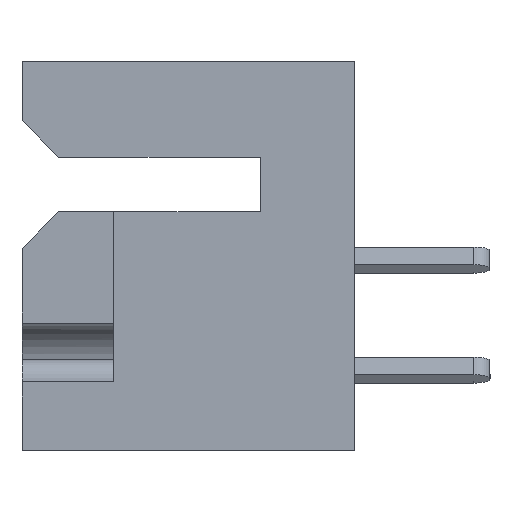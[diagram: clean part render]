
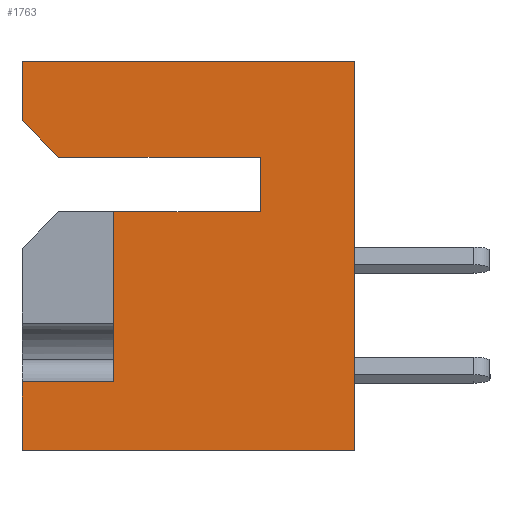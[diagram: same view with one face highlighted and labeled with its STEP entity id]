
A CAD part, left-side view. The second image highlights one B-rep face of the part: STEP entity #1763.
In plain terms, the highlighted planar face has unit normal (-1, 0, 0).
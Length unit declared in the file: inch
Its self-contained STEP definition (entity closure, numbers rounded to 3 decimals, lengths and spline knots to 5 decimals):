
#208 = CARTESIAN_POINT ( 'NONE',  ( 0., 0.453, -0.081 ) ) ;
#918 = VECTOR ( 'NONE', #4497, 39.37008 ) ;
#1089 = PLANE ( 'NONE',  #2635 ) ;
#1103 = VECTOR ( 'NONE', #8824, 39.37008 ) ;
#1109 = LINE ( 'NONE', #2603, #5782 ) ;
#1355 = VERTEX_POINT ( 'NONE', #4458 ) ;
#1504 = VECTOR ( 'NONE', #2761, 39.37008 ) ;
#1763 = ADVANCED_FACE ( 'NONE', ( #5602 ), #1089, .F. ) ;
#2180 = DIRECTION ( 'NONE',  ( 0., -0.707, -0.707 ) ) ;
#2293 = ORIENTED_EDGE ( 'NONE', *, *, #17276, .F. ) ;
#2565 = VECTOR ( 'NONE', #12676, 39.37008 ) ;
#2603 = CARTESIAN_POINT ( 'NONE',  ( 0., 0.453, 0. ) ) ;
#2624 = VECTOR ( 'NONE', #7555, 39.37008 ) ;
#2635 = AXIS2_PLACEMENT_3D ( 'NONE', #10603, #12023, #5083 ) ;
#2656 = VERTEX_POINT ( 'NONE', #14202 ) ;
#2761 = DIRECTION ( 'NONE',  ( 0., 1., 0. ) ) ;
#2806 = EDGE_CURVE ( 'NONE', #17684, #10559, #11780, .T. ) ;
#3215 = VECTOR ( 'NONE', #6790, 39.37008 ) ;
#3297 = LINE ( 'NONE', #11573, #5627 ) ;
#3334 = EDGE_CURVE ( 'NONE', #1355, #11478, #12201, .T. ) ;
#3480 = LINE ( 'NONE', #9013, #2624 ) ;
#3600 = ORIENTED_EDGE ( 'NONE', *, *, #9104, .F. ) ;
#3730 = CARTESIAN_POINT ( 'NONE',  ( 0., 0.453, -0.531 ) ) ;
#3863 = CARTESIAN_POINT ( 'NONE',  ( 0., 0.403, -0.131 ) ) ;
#3974 = ORIENTED_EDGE ( 'NONE', *, *, #4467, .F. ) ;
#4458 = CARTESIAN_POINT ( 'NONE',  ( 0., 0.128, -0.205 ) ) ;
#4467 = EDGE_CURVE ( 'NONE', #8828, #11478, #4513, .T. ) ;
#4497 = DIRECTION ( 'NONE',  ( 0., 0., 1. ) ) ;
#4513 = LINE ( 'NONE', #8297, #3215 ) ;
#5083 = DIRECTION ( 'NONE',  ( 0., 0., -1. ) ) ;
#5462 = CARTESIAN_POINT ( 'NONE',  ( 0., 0.128, -0.131 ) ) ;
#5602 = FACE_OUTER_BOUND ( 'NONE', #14805, .T. ) ;
#5627 = VECTOR ( 'NONE', #6909, 39.37008 ) ;
#5747 = LINE ( 'NONE', #15302, #2565 ) ;
#5782 = VECTOR ( 'NONE', #8212, 39.37008 ) ;
#6534 = CARTESIAN_POINT ( 'NONE',  ( 0., 0., 0. ) ) ;
#6790 = DIRECTION ( 'NONE',  ( 0., 0., 1. ) ) ;
#6909 = DIRECTION ( 'NONE',  ( 0., 0., 1. ) ) ;
#7198 = CARTESIAN_POINT ( 'NONE',  ( 0., 0.128, -0.131 ) ) ;
#7555 = DIRECTION ( 'NONE',  ( 0., 1., 0. ) ) ;
#7604 = CARTESIAN_POINT ( 'NONE',  ( 0., 0.403, -0.131 ) ) ;
#8140 = LINE ( 'NONE', #15226, #15012 ) ;
#8212 = DIRECTION ( 'NONE',  ( 0., 0., 1. ) ) ;
#8221 = DIRECTION ( 'NONE',  ( 0., 0., 1. ) ) ;
#8229 = ORIENTED_EDGE ( 'NONE', *, *, #12299, .T. ) ;
#8288 = ORIENTED_EDGE ( 'NONE', *, *, #12116, .F. ) ;
#8297 = CARTESIAN_POINT ( 'NONE',  ( 0., 0.328, -0.205 ) ) ;
#8301 = CARTESIAN_POINT ( 'NONE',  ( 0., 0.328, -0.437 ) ) ;
#8443 = LINE ( 'NONE', #5462, #10999 ) ;
#8468 = VERTEX_POINT ( 'NONE', #3730 ) ;
#8824 = DIRECTION ( 'NONE',  ( 0., -1., 0. ) ) ;
#8828 = VERTEX_POINT ( 'NONE', #8301 ) ;
#8831 = LINE ( 'NONE', #15322, #918 ) ;
#9013 = CARTESIAN_POINT ( 'NONE',  ( 0., 0.128, -0.131 ) ) ;
#9104 = EDGE_CURVE ( 'NONE', #13030, #15491, #3480, .T. ) ;
#10559 = VERTEX_POINT ( 'NONE', #6534 ) ;
#10603 = CARTESIAN_POINT ( 'NONE',  ( 0., 0.453, 0. ) ) ;
#10662 = EDGE_CURVE ( 'NONE', #1355, #13030, #8443, .T. ) ;
#10999 = VECTOR ( 'NONE', #8221, 39.37008 ) ;
#11166 = CARTESIAN_POINT ( 'NONE',  ( 0., 0.453, 0. ) ) ;
#11467 = EDGE_CURVE ( 'NONE', #2656, #10559, #8831, .T. ) ;
#11478 = VERTEX_POINT ( 'NONE', #14067 ) ;
#11522 = CARTESIAN_POINT ( 'NONE',  ( 0., 0.453, -0.437 ) ) ;
#11534 = ORIENTED_EDGE ( 'NONE', *, *, #3334, .T. ) ;
#11573 = CARTESIAN_POINT ( 'NONE',  ( 0., 0.453, 0. ) ) ;
#11680 = CARTESIAN_POINT ( 'NONE',  ( 0., 0.453, 0. ) ) ;
#11770 = VERTEX_POINT ( 'NONE', #11522 ) ;
#11780 = LINE ( 'NONE', #11680, #1103 ) ;
#12023 = DIRECTION ( 'NONE',  ( 1., 0., 0. ) ) ;
#12116 = EDGE_CURVE ( 'NONE', #8468, #11770, #1109, .T. ) ;
#12201 = LINE ( 'NONE', #12287, #1504 ) ;
#12287 = CARTESIAN_POINT ( 'NONE',  ( 0., 0.128, -0.205 ) ) ;
#12299 = EDGE_CURVE ( 'NONE', #8828, #11770, #8140, .T. ) ;
#12676 = DIRECTION ( 'NONE',  ( 0., -1., 0. ) ) ;
#13030 = VERTEX_POINT ( 'NONE', #7198 ) ;
#13050 = EDGE_CURVE ( 'NONE', #8468, #2656, #5747, .T. ) ;
#13448 = ORIENTED_EDGE ( 'NONE', *, *, #14110, .T. ) ;
#13625 = ORIENTED_EDGE ( 'NONE', *, *, #10662, .F. ) ;
#13657 = VECTOR ( 'NONE', #2180, 39.37008 ) ;
#13853 = DIRECTION ( 'NONE',  ( 0., 1., 0. ) ) ;
#14067 = CARTESIAN_POINT ( 'NONE',  ( 0., 0.328, -0.205 ) ) ;
#14110 = EDGE_CURVE ( 'NONE', #16842, #15491, #14517, .T. ) ;
#14202 = CARTESIAN_POINT ( 'NONE',  ( 0., 0., -0.531 ) ) ;
#14326 = ORIENTED_EDGE ( 'NONE', *, *, #2806, .F. ) ;
#14517 = LINE ( 'NONE', #7604, #13657 ) ;
#14805 = EDGE_LOOP ( 'NONE', ( #8229, #8288, #15509, #17312, #14326, #2293, #13448, #3600, #13625, #11534, #3974 ) ) ;
#15012 = VECTOR ( 'NONE', #13853, 39.37008 ) ;
#15226 = CARTESIAN_POINT ( 'NONE',  ( 0., 0.328, -0.437 ) ) ;
#15302 = CARTESIAN_POINT ( 'NONE',  ( 0., 0.453, -0.531 ) ) ;
#15322 = CARTESIAN_POINT ( 'NONE',  ( 0., 0., 0. ) ) ;
#15491 = VERTEX_POINT ( 'NONE', #3863 ) ;
#15509 = ORIENTED_EDGE ( 'NONE', *, *, #13050, .T. ) ;
#16842 = VERTEX_POINT ( 'NONE', #208 ) ;
#17276 = EDGE_CURVE ( 'NONE', #16842, #17684, #3297, .T. ) ;
#17312 = ORIENTED_EDGE ( 'NONE', *, *, #11467, .T. ) ;
#17684 = VERTEX_POINT ( 'NONE', #11166 ) ;
